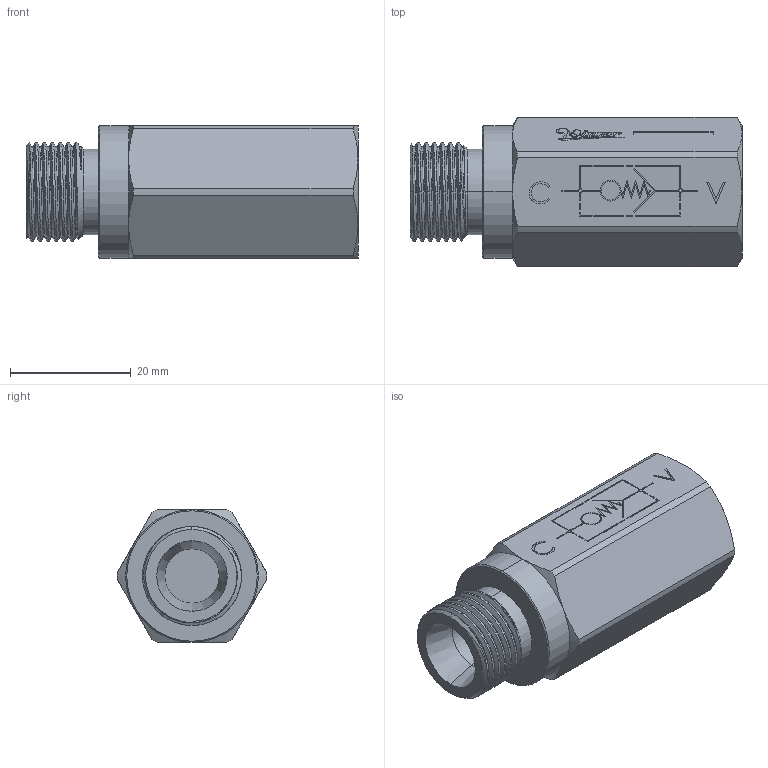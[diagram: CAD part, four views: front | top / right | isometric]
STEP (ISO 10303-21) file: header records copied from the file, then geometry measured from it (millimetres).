
FILE_DESCRIPTION (( 'STEP AP203' ), '1' );
FILE_NAME ('MEG03BG03A-HB.STEP', '2020-03-20T05:18:03', ( '' ), ( '' ), 'SwSTEP 2.0', 'SolidWorks 2018', '' );
FILE_SCHEMA (( 'CONFIG_CONTROL_DESIGN' ));
Length unit declared in the file: millimetre
Products named in the file (1): MEG03BG03A-HB
Bounding box: 55 x 24.8 x 22 mm (x, y, z)
Volume: 15850.5 mm3; surface area: 6997.5 mm2
Topology: 1 solids, 1 shells, 459 faces, 1256 edges, 828 vertices
Faces by surface type: cylinder 232, plane 177, cone 30, bspline 18, torus 2
Entity records: 21007 total; most frequent: CARTESIAN_POINT 9359, ORIENTED_EDGE 2508, DIRECTION 2390, EDGE_CURVE 1254, AXIS2_PLACEMENT_3D 858, VERTEX_POINT 828, LINE 674, VECTOR 674
